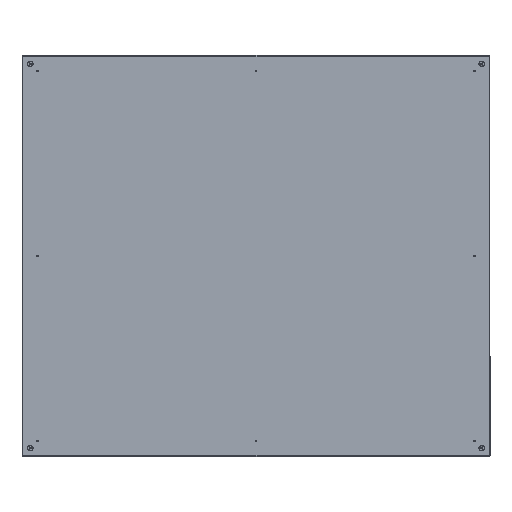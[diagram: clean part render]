
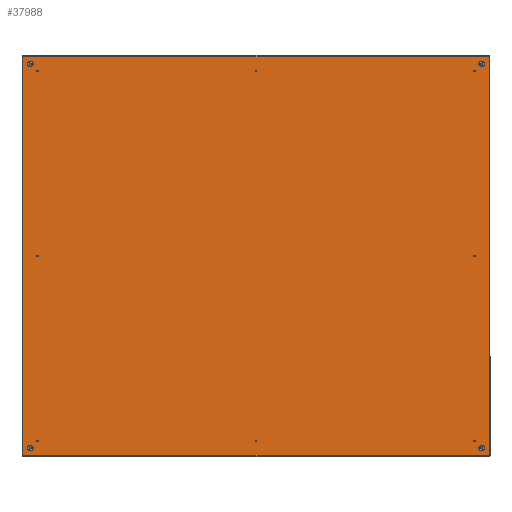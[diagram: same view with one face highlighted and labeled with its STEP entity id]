
A CAD part, left-side view. The second image highlights one B-rep face of the part: STEP entity #37988.
In plain terms, the highlighted face is planar.
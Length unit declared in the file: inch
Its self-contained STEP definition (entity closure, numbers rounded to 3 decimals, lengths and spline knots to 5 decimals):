
#192 = DIRECTION ( 'NONE',  ( -1., 0., 0. ) ) ;
#1376 = EDGE_LOOP ( 'NONE', ( #94552, #60974 ) ) ;
#1753 = LINE ( 'NONE', #52397, #6888 ) ;
#2608 = CARTESIAN_POINT ( 'NONE',  ( 17.25, 0., -20.25 ) ) ;
#3927 = VERTEX_POINT ( 'NONE', #11150 ) ;
#4985 = EDGE_CURVE ( 'NONE', #101439, #22233, #65318, .T. ) ;
#6888 = VECTOR ( 'NONE', #76976, 39.37008 ) ;
#7576 = AXIS2_PLACEMENT_3D ( 'NONE', #75591, #100245, #49537 ) ;
#8349 = LINE ( 'NONE', #87456, #49733 ) ;
#9051 = FACE_BOUND ( 'NONE', #42543, .T. ) ;
#9434 = CARTESIAN_POINT ( 'NONE',  ( 17.25, 0., 20.25 ) ) ;
#11150 = CARTESIAN_POINT ( 'NONE',  ( -17., 0., 20.25 ) ) ;
#11362 = CIRCLE ( 'NONE', #80739, 0.25 ) ;
#12861 = FACE_OUTER_BOUND ( 'NONE', #25045, .T. ) ;
#14564 = CARTESIAN_POINT ( 'NONE',  ( 17.5, 0., 20.25 ) ) ;
#16085 = ORIENTED_EDGE ( 'NONE', *, *, #4985, .T. ) ;
#16205 = DIRECTION ( 'NONE',  ( 0., -1., 0. ) ) ;
#16346 = PLANE ( 'NONE',  #69471 ) ;
#16927 = EDGE_LOOP ( 'NONE', ( #77901, #16085 ) ) ;
#17990 = EDGE_CURVE ( 'NONE', #53493, #20778, #63881, .T. ) ;
#18514 = CARTESIAN_POINT ( 'NONE',  ( -17.5, 0., 20.25 ) ) ;
#18923 = DIRECTION ( 'NONE',  ( -1., 0., 0. ) ) ;
#18994 = DIRECTION ( 'NONE',  ( 0., -1., 0. ) ) ;
#20585 = CARTESIAN_POINT ( 'NONE',  ( -17.892, 0., 0. ) ) ;
#20778 = VERTEX_POINT ( 'NONE', #81492 ) ;
#20959 = CARTESIAN_POINT ( 'NONE',  ( -17.25, 0., -20.25 ) ) ;
#22233 = VERTEX_POINT ( 'NONE', #68455 ) ;
#24359 = EDGE_CURVE ( 'NONE', #20778, #53493, #48956, .T. ) ;
#25045 = EDGE_LOOP ( 'NONE', ( #77126, #71420, #66513, #103033 ) ) ;
#27435 = VERTEX_POINT ( 'NONE', #88651 ) ;
#28914 = AXIS2_PLACEMENT_3D ( 'NONE', #20959, #79194, #46256 ) ;
#29762 = AXIS2_PLACEMENT_3D ( 'NONE', #82585, #66369, #192 ) ;
#31362 = CARTESIAN_POINT ( 'NONE',  ( 17.5, 0., -20.25 ) ) ;
#31734 = DIRECTION ( 'NONE',  ( -1., 0., 0. ) ) ;
#33044 = CARTESIAN_POINT ( 'NONE',  ( 17.25, 0., -20.25 ) ) ;
#33538 = FACE_BOUND ( 'NONE', #16927, .T. ) ;
#33694 = ORIENTED_EDGE ( 'NONE', *, *, #17990, .T. ) ;
#34281 = AXIS2_PLACEMENT_3D ( 'NONE', #2608, #60444, #85035 ) ;
#35502 = CARTESIAN_POINT ( 'NONE',  ( -17.892, 0., 20.928 ) ) ;
#37354 = FACE_BOUND ( 'NONE', #72960, .T. ) ;
#37988 = ADVANCED_FACE ( 'NONE', ( #12861, #33538, #99695, #37354, #9051 ), #16346, .T. ) ;
#38009 = DIRECTION ( 'NONE',  ( 0., -1., 0. ) ) ;
#38672 = EDGE_CURVE ( 'NONE', #22233, #101439, #11362, .T. ) ;
#39713 = DIRECTION ( 'NONE',  ( 0., 1., 0. ) ) ;
#39863 = EDGE_CURVE ( 'NONE', #27435, #105126, #96145, .T. ) ;
#40652 = DIRECTION ( 'NONE',  ( -1., 0., 0. ) ) ;
#42269 = EDGE_CURVE ( 'NONE', #3927, #103701, #46205, .T. ) ;
#42543 = EDGE_LOOP ( 'NONE', ( #68872, #33694 ) ) ;
#45108 = CIRCLE ( 'NONE', #55327, 0.25 ) ;
#46131 = CARTESIAN_POINT ( 'NONE',  ( 17.892, 0., 20.928 ) ) ;
#46205 = CIRCLE ( 'NONE', #7576, 0.25 ) ;
#46256 = DIRECTION ( 'NONE',  ( -1., 0., 0. ) ) ;
#48266 = VECTOR ( 'NONE', #103487, 39.37008 ) ;
#48956 = CIRCLE ( 'NONE', #29762, 0.25 ) ;
#49537 = DIRECTION ( 'NONE',  ( -1., 0., 0. ) ) ;
#49733 = VECTOR ( 'NONE', #81320, 39.37008 ) ;
#50293 = CIRCLE ( 'NONE', #34281, 0.25 ) ;
#50643 = DIRECTION ( 'NONE',  ( 0., -1., 0. ) ) ;
#51310 = EDGE_CURVE ( 'NONE', #105126, #59023, #8349, .T. ) ;
#52397 = CARTESIAN_POINT ( 'NONE',  ( 17.892, 0., 0. ) ) ;
#52547 = CARTESIAN_POINT ( 'NONE',  ( 17.892, 0., -20.928 ) ) ;
#53493 = VERTEX_POINT ( 'NONE', #81002 ) ;
#55327 = AXIS2_PLACEMENT_3D ( 'NONE', #67848, #18994, #76860 ) ;
#55911 = LINE ( 'NONE', #59781, #76552 ) ;
#59023 = VERTEX_POINT ( 'NONE', #46131 ) ;
#59781 = CARTESIAN_POINT ( 'NONE',  ( 17.875, 0., -20.928 ) ) ;
#60200 = ORIENTED_EDGE ( 'NONE', *, *, #68751, .T. ) ;
#60444 = DIRECTION ( 'NONE',  ( 0., -1., 0. ) ) ;
#60974 = ORIENTED_EDGE ( 'NONE', *, *, #90372, .T. ) ;
#63046 = DIRECTION ( 'NONE',  ( -1., 0., 0. ) ) ;
#63881 = CIRCLE ( 'NONE', #28914, 0.25 ) ;
#64874 = EDGE_CURVE ( 'NONE', #89642, #66671, #87319, .T. ) ;
#65318 = CIRCLE ( 'NONE', #87257, 0.25 ) ;
#65524 = CARTESIAN_POINT ( 'NONE',  ( 0., 0., 0. ) ) ;
#66369 = DIRECTION ( 'NONE',  ( 0., -1., 0. ) ) ;
#66513 = ORIENTED_EDGE ( 'NONE', *, *, #39863, .T. ) ;
#66671 = VERTEX_POINT ( 'NONE', #31362 ) ;
#67305 = DIRECTION ( 'NONE',  ( -1., 0., 0. ) ) ;
#67600 = VERTEX_POINT ( 'NONE', #52547 ) ;
#67848 = CARTESIAN_POINT ( 'NONE',  ( -17.25, 0., 20.25 ) ) ;
#68455 = CARTESIAN_POINT ( 'NONE',  ( 17., 0., 20.25 ) ) ;
#68751 = EDGE_CURVE ( 'NONE', #103701, #3927, #45108, .T. ) ;
#68872 = ORIENTED_EDGE ( 'NONE', *, *, #24359, .T. ) ;
#69471 = AXIS2_PLACEMENT_3D ( 'NONE', #65524, #39713, #31734 ) ;
#71420 = ORIENTED_EDGE ( 'NONE', *, *, #92511, .T. ) ;
#72927 = CARTESIAN_POINT ( 'NONE',  ( 17., 0., -20.25 ) ) ;
#72960 = EDGE_LOOP ( 'NONE', ( #60200, #102952 ) ) ;
#75591 = CARTESIAN_POINT ( 'NONE',  ( -17.25, 0., 20.25 ) ) ;
#76552 = VECTOR ( 'NONE', #18923, 39.37008 ) ;
#76860 = DIRECTION ( 'NONE',  ( -1., 0., 0. ) ) ;
#76976 = DIRECTION ( 'NONE',  ( 0., 0., -1. ) ) ;
#77126 = ORIENTED_EDGE ( 'NONE', *, *, #86795, .T. ) ;
#77901 = ORIENTED_EDGE ( 'NONE', *, *, #38672, .T. ) ;
#78602 = CARTESIAN_POINT ( 'NONE',  ( 17.25, 0., 20.25 ) ) ;
#79194 = DIRECTION ( 'NONE',  ( 0., -1., 0. ) ) ;
#80739 = AXIS2_PLACEMENT_3D ( 'NONE', #78602, #38009, #63046 ) ;
#81002 = CARTESIAN_POINT ( 'NONE',  ( -17., 0., -20.25 ) ) ;
#81320 = DIRECTION ( 'NONE',  ( 1., 0., 0. ) ) ;
#81492 = CARTESIAN_POINT ( 'NONE',  ( -17.5, 0., -20.25 ) ) ;
#82585 = CARTESIAN_POINT ( 'NONE',  ( -17.25, 0., -20.25 ) ) ;
#85035 = DIRECTION ( 'NONE',  ( -1., 0., 0. ) ) ;
#86795 = EDGE_CURVE ( 'NONE', #59023, #67600, #1753, .T. ) ;
#87257 = AXIS2_PLACEMENT_3D ( 'NONE', #9434, #50643, #67305 ) ;
#87319 = CIRCLE ( 'NONE', #96534, 0.25 ) ;
#87456 = CARTESIAN_POINT ( 'NONE',  ( 17.875, 0., 20.928 ) ) ;
#88651 = CARTESIAN_POINT ( 'NONE',  ( -17.892, 0., -20.928 ) ) ;
#89642 = VERTEX_POINT ( 'NONE', #72927 ) ;
#90372 = EDGE_CURVE ( 'NONE', #66671, #89642, #50293, .T. ) ;
#92511 = EDGE_CURVE ( 'NONE', #67600, #27435, #55911, .T. ) ;
#94552 = ORIENTED_EDGE ( 'NONE', *, *, #64874, .T. ) ;
#96145 = LINE ( 'NONE', #20585, #48266 ) ;
#96534 = AXIS2_PLACEMENT_3D ( 'NONE', #33044, #16205, #40652 ) ;
#99695 = FACE_BOUND ( 'NONE', #1376, .T. ) ;
#100245 = DIRECTION ( 'NONE',  ( 0., -1., 0. ) ) ;
#101439 = VERTEX_POINT ( 'NONE', #14564 ) ;
#102952 = ORIENTED_EDGE ( 'NONE', *, *, #42269, .T. ) ;
#103033 = ORIENTED_EDGE ( 'NONE', *, *, #51310, .T. ) ;
#103487 = DIRECTION ( 'NONE',  ( 0., 0., 1. ) ) ;
#103701 = VERTEX_POINT ( 'NONE', #18514 ) ;
#105126 = VERTEX_POINT ( 'NONE', #35502 ) ;
